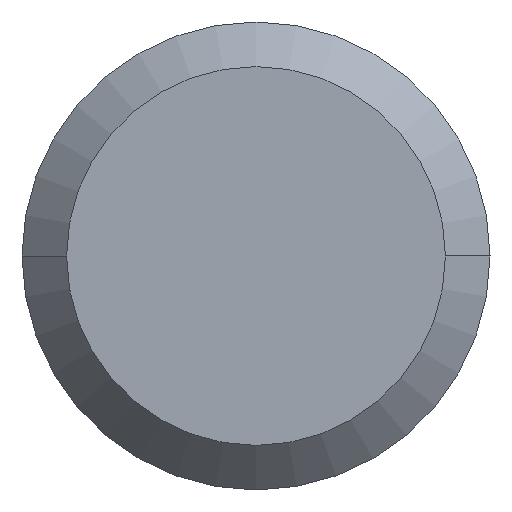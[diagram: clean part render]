
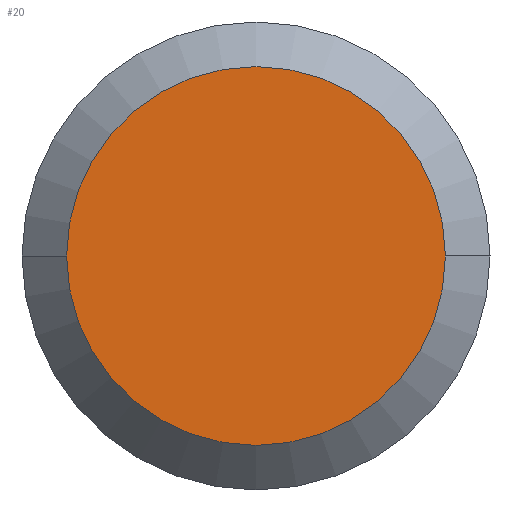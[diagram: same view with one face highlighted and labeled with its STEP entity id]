
A CAD part, left-side view. The second image highlights one B-rep face of the part: STEP entity #20.
In plain terms, the highlighted planar face has unit normal (-1, 0, 0).
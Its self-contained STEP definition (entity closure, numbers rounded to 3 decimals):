
#18 = AXIS2_PLACEMENT_3D ( 'NONE', #337, #339, #19 ) ;
#19 = DIRECTION ( 'NONE',  ( 0., 1., 0. ) ) ;
#20 = ADVANCED_FACE ( 'NONE', ( #249 ), #203, .T. ) ;
#54 = VERTEX_POINT ( 'NONE', #404 ) ;
#79 = DIRECTION ( 'NONE',  ( -1., 0., 0. ) ) ;
#87 = DIRECTION ( 'NONE',  ( 1., 0., 0. ) ) ;
#120 = DIRECTION ( 'NONE',  ( 0., 1., 0. ) ) ;
#138 = DIRECTION ( 'NONE',  ( 0., -1., 0. ) ) ;
#159 = CIRCLE ( 'NONE', #164, 3.238 ) ;
#164 = AXIS2_PLACEMENT_3D ( 'NONE', #359, #87, #120 ) ;
#166 = EDGE_CURVE ( 'NONE', #336, #54, #331, .T. ) ;
#191 = ORIENTED_EDGE ( 'NONE', *, *, #166, .F. ) ;
#203 = PLANE ( 'NONE',  #382 ) ;
#249 = FACE_OUTER_BOUND ( 'NONE', #358, .T. ) ;
#304 = ORIENTED_EDGE ( 'NONE', *, *, #318, .F. ) ;
#318 = EDGE_CURVE ( 'NONE', #54, #336, #159, .T. ) ;
#319 = CARTESIAN_POINT ( 'NONE',  ( 0., -3.238, 0. ) ) ;
#331 = CIRCLE ( 'NONE', #18, 3.238 ) ;
#336 = VERTEX_POINT ( 'NONE', #319 ) ;
#337 = CARTESIAN_POINT ( 'NONE',  ( 0., 0., 0. ) ) ;
#339 = DIRECTION ( 'NONE',  ( 1., 0., 0. ) ) ;
#346 = CARTESIAN_POINT ( 'NONE',  ( 0., 0., 0. ) ) ;
#358 = EDGE_LOOP ( 'NONE', ( #304, #191 ) ) ;
#359 = CARTESIAN_POINT ( 'NONE',  ( 0., 0., 0. ) ) ;
#382 = AXIS2_PLACEMENT_3D ( 'NONE', #346, #79, #138 ) ;
#404 = CARTESIAN_POINT ( 'NONE',  ( 0., 3.238, 0. ) ) ;
